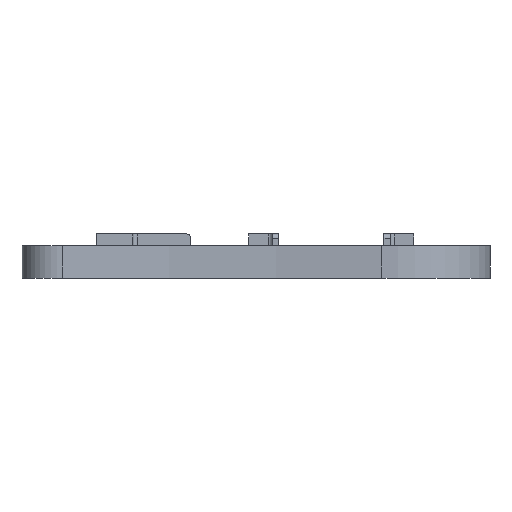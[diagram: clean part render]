
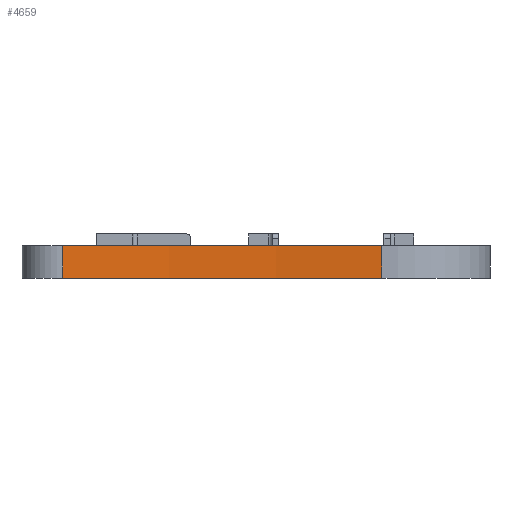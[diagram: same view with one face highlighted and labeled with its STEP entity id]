
A CAD part, left-side view. The second image highlights one B-rep face of the part: STEP entity #4659.
In plain terms, the highlighted cylindrical face has radius 300 mm (diameter 600 mm), a partial arc.
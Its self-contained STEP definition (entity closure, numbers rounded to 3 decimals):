
#147 = EDGE_CURVE ( 'NONE', #2908, #5173, #1680, .T. ) ;
#587 = EDGE_CURVE ( 'NONE', #4340, #1043, #4526, .T. ) ;
#692 = EDGE_LOOP ( 'NONE', ( #1444, #1524, #1534, #1584 ) ) ;
#762 = AXIS2_PLACEMENT_3D ( 'NONE', #3896, #3889, #3864 ) ;
#817 = CYLINDRICAL_SURFACE ( 'NONE', #3955, 300. ) ;
#1043 = VERTEX_POINT ( 'NONE', #5311 ) ;
#1444 = ORIENTED_EDGE ( 'NONE', *, *, #587, .F. ) ;
#1524 = ORIENTED_EDGE ( 'NONE', *, *, #5179, .F. ) ;
#1534 = ORIENTED_EDGE ( 'NONE', *, *, #147, .F. ) ;
#1584 = ORIENTED_EDGE ( 'NONE', *, *, #2849, .T. ) ;
#1635 = CARTESIAN_POINT ( 'NONE',  ( -345., -1., 5. ) ) ;
#1680 = CIRCLE ( 'NONE', #762, 300. ) ;
#1812 = LINE ( 'NONE', #2148, #3928 ) ;
#2094 = DIRECTION ( 'NONE',  ( 0., -1., 0. ) ) ;
#2115 = CARTESIAN_POINT ( 'NONE',  ( -47.326, 6.5, 42.282 ) ) ;
#2148 = CARTESIAN_POINT ( 'NONE',  ( -47.326, 1.5, 42.282 ) ) ;
#2176 = FACE_OUTER_BOUND ( 'NONE', #692, .T. ) ;
#2240 = VECTOR ( 'NONE', #4226, 1000. ) ;
#2849 = EDGE_CURVE ( 'NONE', #2908, #1043, #3365, .T. ) ;
#2908 = VERTEX_POINT ( 'NONE', #4100 ) ;
#3365 = LINE ( 'NONE', #4557, #2240 ) ;
#3486 = DIRECTION ( 'NONE',  ( 0., 0., -1. ) ) ;
#3553 = DIRECTION ( 'NONE',  ( 0., -1., 0. ) ) ;
#3578 = CARTESIAN_POINT ( 'NONE',  ( -345., 1.5, 5. ) ) ;
#3864 = DIRECTION ( 'NONE',  ( 0., 0., 1. ) ) ;
#3889 = DIRECTION ( 'NONE',  ( 0., -1., 0. ) ) ;
#3896 = CARTESIAN_POINT ( 'NONE',  ( -345., 6.5, 5. ) ) ;
#3928 = VECTOR ( 'NONE', #2094, 1000. ) ;
#3955 = AXIS2_PLACEMENT_3D ( 'NONE', #3578, #3553, #3486 ) ;
#3956 = DIRECTION ( 'NONE',  ( 0., 1., 0. ) ) ;
#3962 = DIRECTION ( 'NONE',  ( 0., 0., -1. ) ) ;
#4100 = CARTESIAN_POINT ( 'NONE',  ( -47.326, 6.5, -32.282 ) ) ;
#4226 = DIRECTION ( 'NONE',  ( 0., -1., 0. ) ) ;
#4340 = VERTEX_POINT ( 'NONE', #4505 ) ;
#4505 = CARTESIAN_POINT ( 'NONE',  ( -47.326, -1., 42.282 ) ) ;
#4526 = CIRCLE ( 'NONE', #4833, 300. ) ;
#4557 = CARTESIAN_POINT ( 'NONE',  ( -47.326, 1.5, -32.282 ) ) ;
#4659 = ADVANCED_FACE ( 'NONE', ( #2176 ), #817, .F. ) ;
#4833 = AXIS2_PLACEMENT_3D ( 'NONE', #1635, #3956, #3962 ) ;
#5173 = VERTEX_POINT ( 'NONE', #2115 ) ;
#5179 = EDGE_CURVE ( 'NONE', #5173, #4340, #1812, .T. ) ;
#5311 = CARTESIAN_POINT ( 'NONE',  ( -47.326, -1., -32.282 ) ) ;
